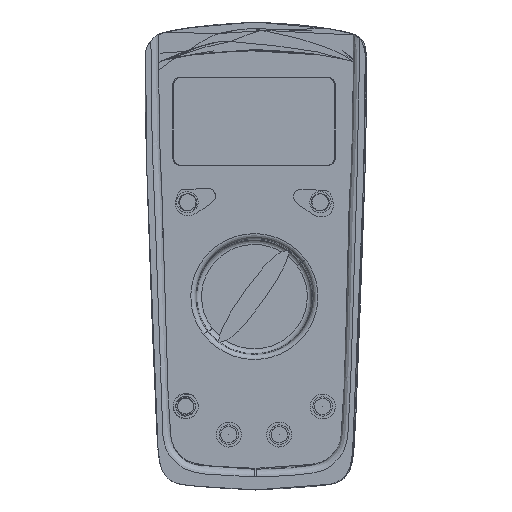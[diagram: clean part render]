
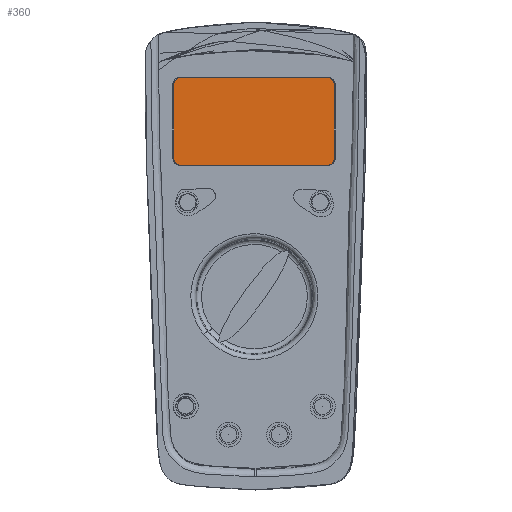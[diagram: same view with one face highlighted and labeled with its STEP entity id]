
A CAD part, top view. The second image highlights one B-rep face of the part: STEP entity #360.
In plain terms, the highlighted planar face has unit normal (0, 0, 1).
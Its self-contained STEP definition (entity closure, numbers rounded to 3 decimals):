
#158=PLANE('',#2546);
#360=ADVANCED_FACE('',(#530),#158,.T.);
#530=FACE_OUTER_BOUND('',#727,.T.);
#727=EDGE_LOOP('',(#1403,#1404,#1405,#1406,#1407,#1408,#1409,#1410));
#1403=ORIENTED_EDGE('',*,*,#1796,.F.);
#1404=ORIENTED_EDGE('',*,*,#1795,.F.);
#1405=ORIENTED_EDGE('',*,*,#1794,.F.);
#1406=ORIENTED_EDGE('',*,*,#1793,.F.);
#1407=ORIENTED_EDGE('',*,*,#1792,.F.);
#1408=ORIENTED_EDGE('',*,*,#1791,.F.);
#1409=ORIENTED_EDGE('',*,*,#1790,.F.);
#1410=ORIENTED_EDGE('',*,*,#1789,.F.);
#1789=EDGE_CURVE('',#2361,#2362,#2113,.T.);
#1790=EDGE_CURVE('',#2362,#2363,#2114,.T.);
#1791=EDGE_CURVE('',#2363,#2364,#2115,.T.);
#1792=EDGE_CURVE('',#2364,#2365,#2116,.T.);
#1793=EDGE_CURVE('',#2365,#2366,#2117,.T.);
#1794=EDGE_CURVE('',#2366,#2367,#2118,.T.);
#1795=EDGE_CURVE('',#2367,#2368,#2119,.T.);
#1796=EDGE_CURVE('',#2368,#2361,#2120,.T.);
#2113=(
BOUNDED_CURVE()
B_SPLINE_CURVE(2,(#7322,#7323,#7324),.UNSPECIFIED.,.F.,.F.)
B_SPLINE_CURVE_WITH_KNOTS((3,3),(-19.744,-19.289),
 .UNSPECIFIED.)
CURVE()
GEOMETRIC_REPRESENTATION_ITEM()
RATIONAL_B_SPLINE_CURVE((1.,0.707,1.))
REPRESENTATION_ITEM('')
);
#2114=(
BOUNDED_CURVE()
B_SPLINE_CURVE(2,(#7325,#7326,#7327),.UNSPECIFIED.,.F.,.F.)
B_SPLINE_CURVE_WITH_KNOTS((3,3),(-19.289,-16.286),
 .UNSPECIFIED.)
CURVE()
GEOMETRIC_REPRESENTATION_ITEM()
RATIONAL_B_SPLINE_CURVE((1.,1.,1.))
REPRESENTATION_ITEM('')
);
#2115=(
BOUNDED_CURVE()
B_SPLINE_CURVE(2,(#7328,#7329,#7330),.UNSPECIFIED.,.F.,.F.)
B_SPLINE_CURVE_WITH_KNOTS((3,3),(-16.286,-15.832),
 .UNSPECIFIED.)
CURVE()
GEOMETRIC_REPRESENTATION_ITEM()
RATIONAL_B_SPLINE_CURVE((1.,0.707,1.))
REPRESENTATION_ITEM('')
);
#2116=(
BOUNDED_CURVE()
B_SPLINE_CURVE(2,(#7331,#7332,#7333),.UNSPECIFIED.,.F.,.F.)
B_SPLINE_CURVE_WITH_KNOTS((3,3),(-15.832,-9.872),
 .UNSPECIFIED.)
CURVE()
GEOMETRIC_REPRESENTATION_ITEM()
RATIONAL_B_SPLINE_CURVE((1.,1.,1.))
REPRESENTATION_ITEM('')
);
#2117=(
BOUNDED_CURVE()
B_SPLINE_CURVE(2,(#7334,#7335,#7336),.UNSPECIFIED.,.F.,.F.)
B_SPLINE_CURVE_WITH_KNOTS((3,3),(-9.872,-9.418),
 .UNSPECIFIED.)
CURVE()
GEOMETRIC_REPRESENTATION_ITEM()
RATIONAL_B_SPLINE_CURVE((1.,0.707,1.))
REPRESENTATION_ITEM('')
);
#2118=(
BOUNDED_CURVE()
B_SPLINE_CURVE(2,(#7337,#7338,#7339),.UNSPECIFIED.,.F.,.F.)
B_SPLINE_CURVE_WITH_KNOTS((3,3),(-9.418,-6.414),
 .UNSPECIFIED.)
CURVE()
GEOMETRIC_REPRESENTATION_ITEM()
RATIONAL_B_SPLINE_CURVE((1.,1.,1.))
REPRESENTATION_ITEM('')
);
#2119=(
BOUNDED_CURVE()
B_SPLINE_CURVE(2,(#7340,#7341,#7342),.UNSPECIFIED.,.F.,.F.)
B_SPLINE_CURVE_WITH_KNOTS((3,3),(-6.414,-5.96),
 .UNSPECIFIED.)
CURVE()
GEOMETRIC_REPRESENTATION_ITEM()
RATIONAL_B_SPLINE_CURVE((1.,0.707,1.))
REPRESENTATION_ITEM('')
);
#2120=(
BOUNDED_CURVE()
B_SPLINE_CURVE(2,(#7343,#7344,#7345),.UNSPECIFIED.,.F.,.F.)
B_SPLINE_CURVE_WITH_KNOTS((3,3),(-5.96,0.),.UNSPECIFIED.)
CURVE()
GEOMETRIC_REPRESENTATION_ITEM()
RATIONAL_B_SPLINE_CURVE((1.,1.,1.))
REPRESENTATION_ITEM('')
);
#2361=VERTEX_POINT('',#7290);
#2362=VERTEX_POINT('',#7291);
#2363=VERTEX_POINT('',#7292);
#2364=VERTEX_POINT('',#7293);
#2365=VERTEX_POINT('',#7294);
#2366=VERTEX_POINT('',#7295);
#2367=VERTEX_POINT('',#7296);
#2368=VERTEX_POINT('',#7297);
#2546=AXIS2_PLACEMENT_3D('',#7281,#2604,$);
#2604=DIRECTION('',(0.,0.,1.));
#7281=CARTESIAN_POINT('',(28.003,-1.964,2.6));
#7290=CARTESIAN_POINT('',(30.536,13.65,2.6));
#7291=CARTESIAN_POINT('',(30.247,13.939,2.6));
#7292=CARTESIAN_POINT('',(30.247,16.943,2.6));
#7293=CARTESIAN_POINT('',(30.536,17.232,2.6));
#7294=CARTESIAN_POINT('',(36.496,17.232,2.6));
#7295=CARTESIAN_POINT('',(36.785,16.943,2.6));
#7296=CARTESIAN_POINT('',(36.785,13.939,2.6));
#7297=CARTESIAN_POINT('',(36.496,13.65,2.6));
#7322=CARTESIAN_POINT('',(30.536,13.65,2.6));
#7323=CARTESIAN_POINT('',(30.247,13.65,2.6));
#7324=CARTESIAN_POINT('',(30.247,13.939,2.6));
#7325=CARTESIAN_POINT('',(30.247,13.939,2.6));
#7326=CARTESIAN_POINT('',(30.247,15.441,2.6));
#7327=CARTESIAN_POINT('',(30.247,16.943,2.6));
#7328=CARTESIAN_POINT('',(30.247,16.943,2.6));
#7329=CARTESIAN_POINT('',(30.247,17.232,2.6));
#7330=CARTESIAN_POINT('',(30.536,17.232,2.6));
#7331=CARTESIAN_POINT('',(30.536,17.232,2.6));
#7332=CARTESIAN_POINT('',(33.516,17.232,2.6));
#7333=CARTESIAN_POINT('',(36.496,17.232,2.6));
#7334=CARTESIAN_POINT('',(36.496,17.232,2.6));
#7335=CARTESIAN_POINT('',(36.785,17.232,2.6));
#7336=CARTESIAN_POINT('',(36.785,16.943,2.6));
#7337=CARTESIAN_POINT('',(36.785,16.943,2.6));
#7338=CARTESIAN_POINT('',(36.785,15.441,2.6));
#7339=CARTESIAN_POINT('',(36.785,13.939,2.6));
#7340=CARTESIAN_POINT('',(36.785,13.939,2.6));
#7341=CARTESIAN_POINT('',(36.785,13.65,2.6));
#7342=CARTESIAN_POINT('',(36.496,13.65,2.6));
#7343=CARTESIAN_POINT('',(36.496,13.65,2.6));
#7344=CARTESIAN_POINT('',(33.516,13.65,2.6));
#7345=CARTESIAN_POINT('',(30.536,13.65,2.6));
